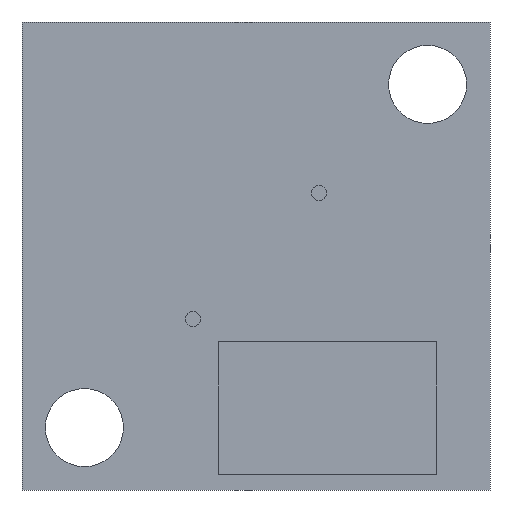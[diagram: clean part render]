
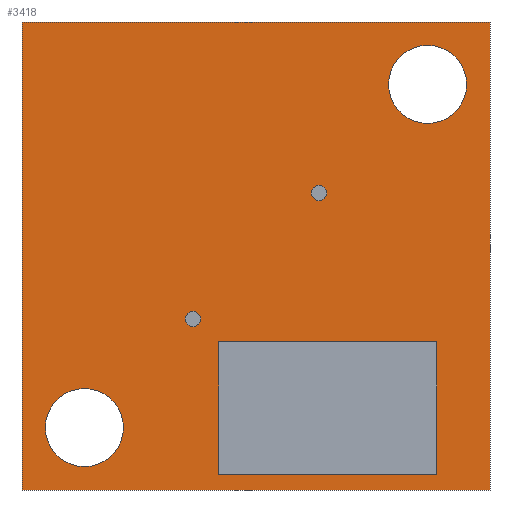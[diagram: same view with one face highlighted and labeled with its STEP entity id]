
A CAD part, front view. The second image highlights one B-rep face of the part: STEP entity #3418.
In plain terms, the highlighted planar face has unit normal (0, -1, 0).
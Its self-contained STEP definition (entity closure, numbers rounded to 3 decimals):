
#17 = EDGE_CURVE ( 'NONE', #2795, #1823, #249, .T. ) ;
#25 = CARTESIAN_POINT ( 'NONE',  ( 9.52, 0., -5.48 ) ) ;
#33 = VERTEX_POINT ( 'NONE', #1917 ) ;
#38 = DIRECTION ( 'NONE',  ( 1., 0., 0. ) ) ;
#59 = ORIENTED_EDGE ( 'NONE', *, *, #2082, .F. ) ;
#85 = CARTESIAN_POINT ( 'NONE',  ( 5.48, 0., -9.52 ) ) ;
#174 = CARTESIAN_POINT ( 'NONE',  ( 13.3, 0., -14.5 ) ) ;
#185 = DIRECTION ( 'NONE',  ( 0., -1., 0. ) ) ;
#187 = FACE_OUTER_BOUND ( 'NONE', #3114, .T. ) ;
#249 = LINE ( 'NONE', #1668, #2189 ) ;
#256 = CARTESIAN_POINT ( 'NONE',  ( 2., 0., -14.25 ) ) ;
#307 = VECTOR ( 'NONE', #2283, 1000. ) ;
#316 = DIRECTION ( 'NONE',  ( 0., -1., 0. ) ) ;
#328 = VECTOR ( 'NONE', #2781, 1000. ) ;
#374 = AXIS2_PLACEMENT_3D ( 'NONE', #3389, #1785, #1500 ) ;
#382 = CARTESIAN_POINT ( 'NONE',  ( 6.3, 0., -10.25 ) ) ;
#392 = FACE_BOUND ( 'NONE', #2110, .T. ) ;
#394 = ORIENTED_EDGE ( 'NONE', *, *, #3223, .F. ) ;
#395 = DIRECTION ( 'NONE',  ( 0., 1., 0. ) ) ;
#410 = CARTESIAN_POINT ( 'NONE',  ( 5.48, 0., -9.77 ) ) ;
#443 = EDGE_LOOP ( 'NONE', ( #1237, #2573 ) ) ;
#518 = EDGE_CURVE ( 'NONE', #1658, #33, #1519, .T. ) ;
#533 = VECTOR ( 'NONE', #1342, 1000. ) ;
#578 = CARTESIAN_POINT ( 'NONE',  ( 0., 0., 0. ) ) ;
#582 = AXIS2_PLACEMENT_3D ( 'NONE', #3066, #395, #1726 ) ;
#587 = CARTESIAN_POINT ( 'NONE',  ( 6.3, 0., -14.5 ) ) ;
#624 = CARTESIAN_POINT ( 'NONE',  ( 15., 0., 0. ) ) ;
#630 = CIRCLE ( 'NONE', #2954, 0.25 ) ;
#639 = CARTESIAN_POINT ( 'NONE',  ( 2., 0., -11.75 ) ) ;
#640 = DIRECTION ( 'NONE',  ( 0., 0., 1. ) ) ;
#647 = FACE_BOUND ( 'NONE', #443, .T. ) ;
#672 = EDGE_CURVE ( 'NONE', #1273, #1073, #1712, .T. ) ;
#678 = ORIENTED_EDGE ( 'NONE', *, *, #518, .T. ) ;
#683 = LINE ( 'NONE', #2847, #2420 ) ;
#733 = AXIS2_PLACEMENT_3D ( 'NONE', #3274, #1674, #2744 ) ;
#739 = CARTESIAN_POINT ( 'NONE',  ( 9.52, 0., -5.48 ) ) ;
#758 = AXIS2_PLACEMENT_3D ( 'NONE', #1506, #185, #2584 ) ;
#816 = VECTOR ( 'NONE', #38, 1000. ) ;
#833 = ORIENTED_EDGE ( 'NONE', *, *, #672, .F. ) ;
#838 = EDGE_CURVE ( 'NONE', #955, #3049, #2305, .T. ) ;
#844 = EDGE_CURVE ( 'NONE', #919, #1148, #2806, .T. ) ;
#847 = EDGE_LOOP ( 'NONE', ( #2720, #59, #3047, #1528 ) ) ;
#848 = EDGE_CURVE ( 'NONE', #1248, #1855, #902, .T. ) ;
#858 = CARTESIAN_POINT ( 'NONE',  ( 13.3, 0., -10.25 ) ) ;
#868 = EDGE_CURVE ( 'NONE', #1823, #955, #2940, .T. ) ;
#902 = LINE ( 'NONE', #587, #533 ) ;
#919 = VERTEX_POINT ( 'NONE', #2952 ) ;
#923 = ORIENTED_EDGE ( 'NONE', *, *, #17, .F. ) ;
#944 = CIRCLE ( 'NONE', #2837, 0.25 ) ;
#955 = VERTEX_POINT ( 'NONE', #624 ) ;
#965 = VERTEX_POINT ( 'NONE', #639 ) ;
#985 = DIRECTION ( 'NONE',  ( 0., 0., -1. ) ) ;
#990 = EDGE_LOOP ( 'NONE', ( #833, #3028 ) ) ;
#1000 = DIRECTION ( 'NONE',  ( 0., 0., 1. ) ) ;
#1008 = VERTEX_POINT ( 'NONE', #858 ) ;
#1062 = CARTESIAN_POINT ( 'NONE',  ( 0., 0., 0. ) ) ;
#1071 = AXIS2_PLACEMENT_3D ( 'NONE', #25, #316, #1859 ) ;
#1073 = VERTEX_POINT ( 'NONE', #410 ) ;
#1074 = CIRCLE ( 'NONE', #733, 1.25 ) ;
#1086 = VECTOR ( 'NONE', #2354, 1000. ) ;
#1092 = CARTESIAN_POINT ( 'NONE',  ( 13., 0., -3.25 ) ) ;
#1148 = VERTEX_POINT ( 'NONE', #3076 ) ;
#1191 = EDGE_CURVE ( 'NONE', #2676, #965, #2512, .T. ) ;
#1237 = ORIENTED_EDGE ( 'NONE', *, *, #2256, .F. ) ;
#1248 = VERTEX_POINT ( 'NONE', #1554 ) ;
#1250 = LINE ( 'NONE', #174, #307 ) ;
#1273 = VERTEX_POINT ( 'NONE', #2159 ) ;
#1342 = DIRECTION ( 'NONE',  ( 0., 0., 1. ) ) ;
#1359 = EDGE_CURVE ( 'NONE', #965, #2676, #1074, .T. ) ;
#1400 = ORIENTED_EDGE ( 'NONE', *, *, #1359, .T. ) ;
#1416 = LINE ( 'NONE', #3096, #1086 ) ;
#1450 = FACE_BOUND ( 'NONE', #847, .T. ) ;
#1500 = DIRECTION ( 'NONE',  ( 0., 0., 1. ) ) ;
#1505 = ORIENTED_EDGE ( 'NONE', *, *, #868, .F. ) ;
#1506 = CARTESIAN_POINT ( 'NONE',  ( 5.48, 0., -9.52 ) ) ;
#1519 = CIRCLE ( 'NONE', #582, 1.25 ) ;
#1528 = ORIENTED_EDGE ( 'NONE', *, *, #848, .T. ) ;
#1554 = CARTESIAN_POINT ( 'NONE',  ( 6.3, 0., -14.5 ) ) ;
#1555 = VECTOR ( 'NONE', #2962, 1000. ) ;
#1658 = VERTEX_POINT ( 'NONE', #1092 ) ;
#1668 = CARTESIAN_POINT ( 'NONE',  ( 0., 0., 0. ) ) ;
#1674 = DIRECTION ( 'NONE',  ( 0., 1., 0. ) ) ;
#1712 = CIRCLE ( 'NONE', #758, 0.25 ) ;
#1726 = DIRECTION ( 'NONE',  ( 0., 0., 1. ) ) ;
#1785 = DIRECTION ( 'NONE',  ( 0., 1., 0. ) ) ;
#1806 = LINE ( 'NONE', #3318, #328 ) ;
#1808 = DIRECTION ( 'NONE',  ( 0., -1., 0. ) ) ;
#1823 = VERTEX_POINT ( 'NONE', #1875 ) ;
#1855 = VERTEX_POINT ( 'NONE', #382 ) ;
#1859 = DIRECTION ( 'NONE',  ( 0., 0., -1. ) ) ;
#1875 = CARTESIAN_POINT ( 'NONE',  ( 0., 0., 0. ) ) ;
#1917 = CARTESIAN_POINT ( 'NONE',  ( 13., 0., -0.75 ) ) ;
#1920 = DIRECTION ( 'NONE',  ( 0., -1., 0. ) ) ;
#1957 = EDGE_CURVE ( 'NONE', #1073, #1273, #630, .T. ) ;
#2067 = ORIENTED_EDGE ( 'NONE', *, *, #2656, .T. ) ;
#2082 = EDGE_CURVE ( 'NONE', #2931, #1008, #1806, .T. ) ;
#2110 = EDGE_LOOP ( 'NONE', ( #1400, #3097 ) ) ;
#2130 = DIRECTION ( 'NONE',  ( 0., -1., 0. ) ) ;
#2159 = CARTESIAN_POINT ( 'NONE',  ( 5.48, 0., -9.27 ) ) ;
#2164 = EDGE_LOOP ( 'NONE', ( #2067, #678 ) ) ;
#2189 = VECTOR ( 'NONE', #640, 1000. ) ;
#2202 = DIRECTION ( 'NONE',  ( 0., 0., -1. ) ) ;
#2256 = EDGE_CURVE ( 'NONE', #1148, #919, #944, .T. ) ;
#2283 = DIRECTION ( 'NONE',  ( -1., 0., 0. ) ) ;
#2305 = LINE ( 'NONE', #2669, #1555 ) ;
#2332 = FACE_BOUND ( 'NONE', #990, .T. ) ;
#2354 = DIRECTION ( 'NONE',  ( -1., 0., 0. ) ) ;
#2420 = VECTOR ( 'NONE', #2559, 1000. ) ;
#2512 = CIRCLE ( 'NONE', #374, 1.25 ) ;
#2559 = DIRECTION ( 'NONE',  ( -1., 0., 0. ) ) ;
#2573 = ORIENTED_EDGE ( 'NONE', *, *, #844, .F. ) ;
#2584 = DIRECTION ( 'NONE',  ( 0., 0., -1. ) ) ;
#2606 = CARTESIAN_POINT ( 'NONE',  ( 13., 0., -2. ) ) ;
#2656 = EDGE_CURVE ( 'NONE', #33, #1658, #3054, .T. ) ;
#2669 = CARTESIAN_POINT ( 'NONE',  ( 15., 0., 0. ) ) ;
#2676 = VERTEX_POINT ( 'NONE', #256 ) ;
#2681 = DIRECTION ( 'NONE',  ( 0., 0., -1. ) ) ;
#2711 = ORIENTED_EDGE ( 'NONE', *, *, #838, .F. ) ;
#2714 = FACE_BOUND ( 'NONE', #2164, .T. ) ;
#2720 = ORIENTED_EDGE ( 'NONE', *, *, #3285, .F. ) ;
#2744 = DIRECTION ( 'NONE',  ( 0., 0., 1. ) ) ;
#2781 = DIRECTION ( 'NONE',  ( 0., 0., 1. ) ) ;
#2795 = VERTEX_POINT ( 'NONE', #3417 ) ;
#2806 = CIRCLE ( 'NONE', #1071, 0.25 ) ;
#2837 = AXIS2_PLACEMENT_3D ( 'NONE', #739, #1808, #985 ) ;
#2847 = CARTESIAN_POINT ( 'NONE',  ( 0., 0., -15. ) ) ;
#2931 = VERTEX_POINT ( 'NONE', #3002 ) ;
#2933 = AXIS2_PLACEMENT_3D ( 'NONE', #2606, #3135, #1000 ) ;
#2940 = LINE ( 'NONE', #1062, #816 ) ;
#2952 = CARTESIAN_POINT ( 'NONE',  ( 9.52, 0., -5.73 ) ) ;
#2954 = AXIS2_PLACEMENT_3D ( 'NONE', #85, #1920, #2202 ) ;
#2962 = DIRECTION ( 'NONE',  ( 0., 0., -1. ) ) ;
#2971 = CARTESIAN_POINT ( 'NONE',  ( 15., 0., -15. ) ) ;
#3002 = CARTESIAN_POINT ( 'NONE',  ( 13.3, 0., -14.5 ) ) ;
#3028 = ORIENTED_EDGE ( 'NONE', *, *, #1957, .F. ) ;
#3047 = ORIENTED_EDGE ( 'NONE', *, *, #3243, .T. ) ;
#3049 = VERTEX_POINT ( 'NONE', #2971 ) ;
#3054 = CIRCLE ( 'NONE', #2933, 1.25 ) ;
#3066 = CARTESIAN_POINT ( 'NONE',  ( 13., 0., -2. ) ) ;
#3076 = CARTESIAN_POINT ( 'NONE',  ( 9.52, 0., -5.23 ) ) ;
#3096 = CARTESIAN_POINT ( 'NONE',  ( 13.3, 0., -10.25 ) ) ;
#3097 = ORIENTED_EDGE ( 'NONE', *, *, #1191, .T. ) ;
#3114 = EDGE_LOOP ( 'NONE', ( #923, #394, #2711, #1505 ) ) ;
#3135 = DIRECTION ( 'NONE',  ( 0., 1., 0. ) ) ;
#3206 = PLANE ( 'NONE',  #3368 ) ;
#3223 = EDGE_CURVE ( 'NONE', #3049, #2795, #683, .T. ) ;
#3243 = EDGE_CURVE ( 'NONE', #2931, #1248, #1250, .T. ) ;
#3274 = CARTESIAN_POINT ( 'NONE',  ( 2., 0., -13. ) ) ;
#3285 = EDGE_CURVE ( 'NONE', #1008, #1855, #1416, .T. ) ;
#3318 = CARTESIAN_POINT ( 'NONE',  ( 13.3, 0., -14.5 ) ) ;
#3368 = AXIS2_PLACEMENT_3D ( 'NONE', #578, #2130, #2681 ) ;
#3389 = CARTESIAN_POINT ( 'NONE',  ( 2., 0., -13. ) ) ;
#3417 = CARTESIAN_POINT ( 'NONE',  ( 0., 0., -15. ) ) ;
#3418 = ADVANCED_FACE ( 'NONE', ( #647, #187, #392, #2714, #2332, #1450 ), #3206, .T. ) ;
